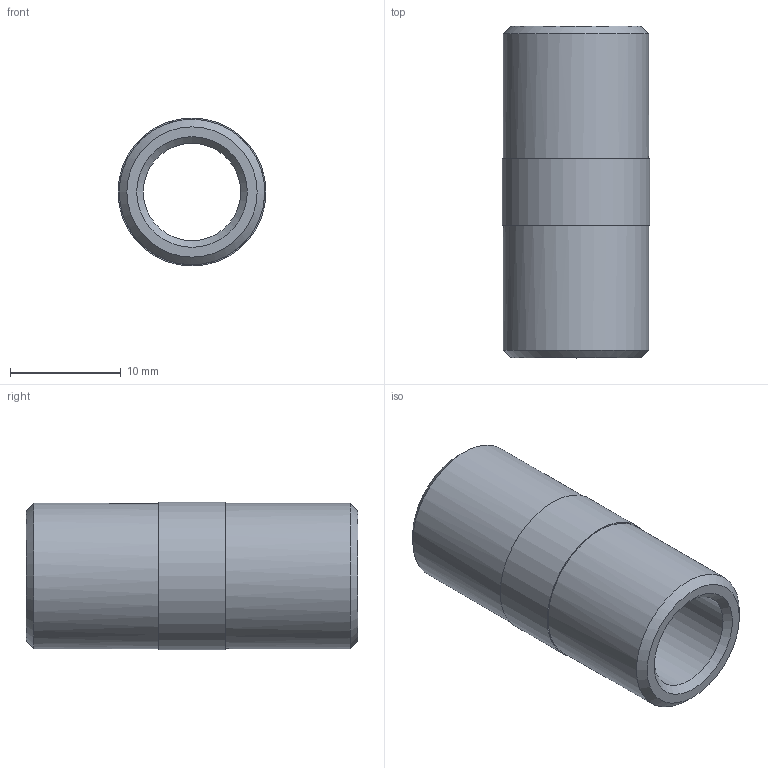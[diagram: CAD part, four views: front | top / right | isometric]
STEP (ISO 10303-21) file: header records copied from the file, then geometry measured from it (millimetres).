
FILE_DESCRIPTION(/* description */ (''),/* implementation_level */ '2;1');
FILE_NAME(/* name */ 'KI-310-008 Aschl.stp',/* time_stamp */ '2016-06-02T14:46:22+02:00',/* author */ ('hochmair'),/* organization */ (''),/* preprocessor_version */ 'ST-DEVELOPER v15.6',/* originating_system */ 'Autodesk Inventor 2015',/* authorisation */ '');
FILE_SCHEMA (('AUTOMOTIVE_DESIGN { 1 0 10303 214 3 1 1 }'));
Length unit declared in the file: millimetre
Products named in the file (1): KI-310-008 Aschl
Bounding box: 13.38 x 30 x 13.38 mm (x, y, z)
Volume: 2252.4 mm3; surface area: 2179.9 mm2
Topology: 1 solids, 1 shells, 12 faces, 22 edges, 14 vertices
Faces by surface type: cylinder 4, plane 4, cone 4
Full cylindrical faces by diameter (mm): 8.8 x1, 13.157 x2, 13.38 x1
Entity records: 288 total; most frequent: DIRECTION 50, CARTESIAN_POINT 37, AXIS2_PLACEMENT_3D 25, EDGE_LOOP 24, ORIENTED_EDGE 24, FACE_BOUND 12, FACE_OUTER_BOUND 12, CIRCLE 12
